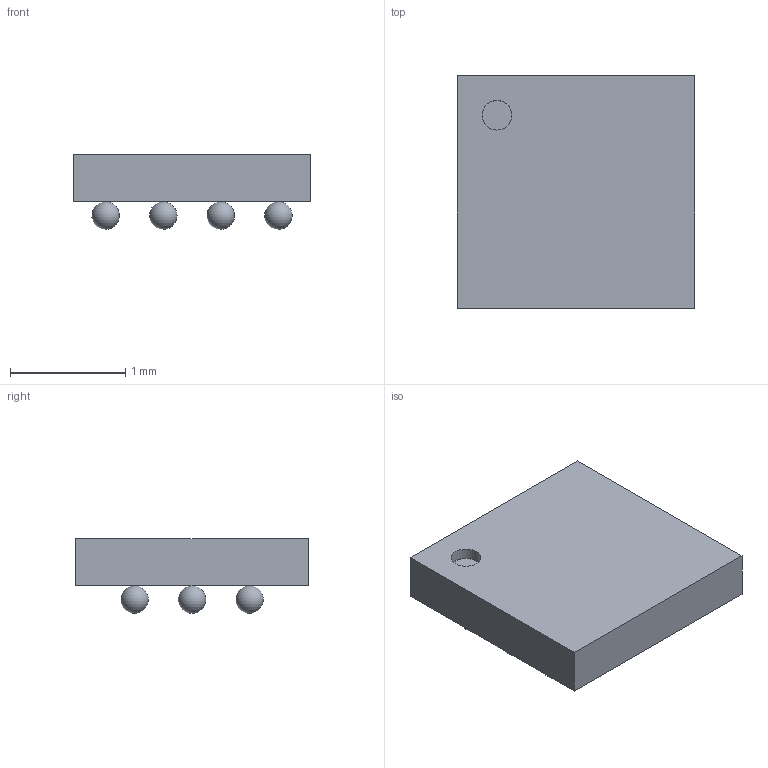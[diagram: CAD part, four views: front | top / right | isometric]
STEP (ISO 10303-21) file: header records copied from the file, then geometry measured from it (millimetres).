
FILE_DESCRIPTION(('Open CASCADE Model'),'2;1');
FILE_NAME('Open CASCADE Shape Model','2020-11-24T16:26:59',('Author'),( 'Open CASCADE'),'Open CASCADE STEP processor 6.8','Open CASCADE 6.8' ,'Unknown');
FILE_SCHEMA(('AUTOMOTIVE_DESIGN_CC2 { 1 2 10303 214 -1 1 5 4 }'));
Length unit declared in the file: millimetre
Products named in the file (5): BGA12C50P4X3_206X202X65.step; Open CASCADE STEP translator 6.8 4.1; Body; Open CASCADE STEP translator 6.8 4.2.1; ball
Assembly tree (15 placements, depth 3):
  BGA12C50P4X3_206X202X65.step
    Open CASCADE STEP translator 6.8 4.1
    Body
      Open CASCADE STEP translator 6.8 4.2.1
    ball  x12
Bounding box: 2.06 x 2.02 x 0.65 mm (x, y, z)
Volume: 1.8 mm3; surface area: 14 mm2
Topology: 13 solids, 14 shells, 21 faces, 52 edges, 35 vertices
Faces by surface type: sphere 12, plane 8, cylinder 1
Full cylindrical faces by diameter (mm): 0.258 x1
Entity records: 640 total; most frequent: DIRECTION 101, CARTESIAN_POINT 91, LINE 41, VECTOR 41, ORIENTED_EDGE 31, PCURVE 31, DEFINITIONAL_REPRESENTATION 31, AXIS2_PLACEMENT_3D 29
